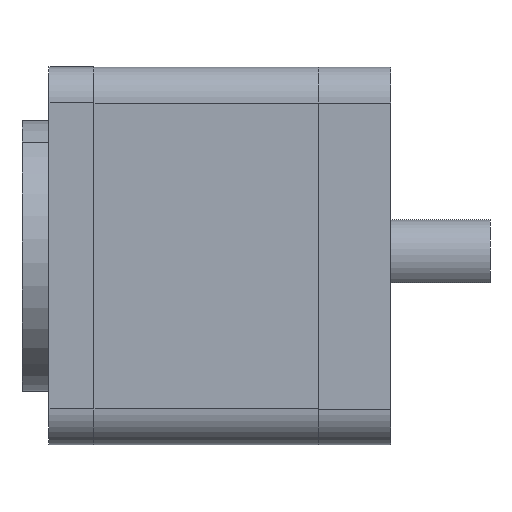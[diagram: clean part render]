
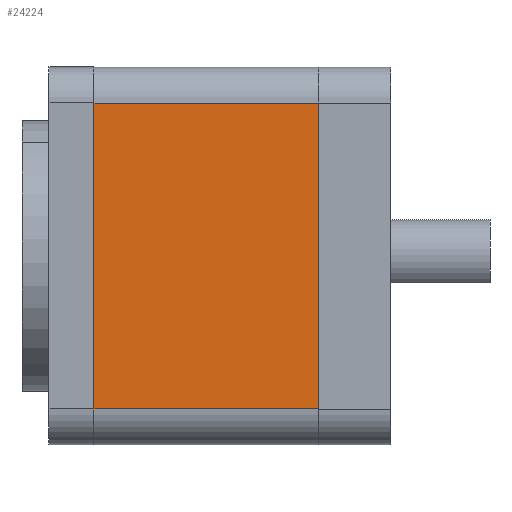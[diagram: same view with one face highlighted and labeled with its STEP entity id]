
A CAD part, left-side view. The second image highlights one B-rep face of the part: STEP entity #24224.
In plain terms, the highlighted planar face has unit normal (-1, 0, 0).
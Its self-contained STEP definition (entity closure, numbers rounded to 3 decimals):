
#206 = VECTOR ( 'NONE', #7404, 1000. ) ;
#2383 = CARTESIAN_POINT ( 'NONE',  ( -21., -17., 0. ) ) ;
#2795 = ORIENTED_EDGE ( 'NONE', *, *, #5892, .T. ) ;
#3451 = LINE ( 'NONE', #17281, #22842 ) ;
#5371 = EDGE_LOOP ( 'NONE', ( #11139, #7102, #30723, #2795 ) ) ;
#5715 = DIRECTION ( 'NONE',  ( 0., 0., -1. ) ) ;
#5892 = EDGE_CURVE ( 'NONE', #19073, #30447, #19200, .T. ) ;
#7102 = ORIENTED_EDGE ( 'NONE', *, *, #30363, .T. ) ;
#7404 = DIRECTION ( 'NONE',  ( 0., -1., 0. ) ) ;
#7701 = VECTOR ( 'NONE', #5715, 1000. ) ;
#8251 = CARTESIAN_POINT ( 'NONE',  ( -21., -17., 25. ) ) ;
#8933 = CARTESIAN_POINT ( 'NONE',  ( -21., 0., 25. ) ) ;
#11139 = ORIENTED_EDGE ( 'NONE', *, *, #17127, .T. ) ;
#11656 = DIRECTION ( 'NONE',  ( 0., -1., 0. ) ) ;
#13526 = CARTESIAN_POINT ( 'NONE',  ( -21., 17., 25. ) ) ;
#14922 = VECTOR ( 'NONE', #11656, 1000. ) ;
#15491 = CARTESIAN_POINT ( 'NONE',  ( -21., 17., 25. ) ) ;
#17127 = EDGE_CURVE ( 'NONE', #30447, #28938, #20890, .T. ) ;
#17281 = CARTESIAN_POINT ( 'NONE',  ( -21., -17., 25. ) ) ;
#17962 = DIRECTION ( 'NONE',  ( 0., 0., -1. ) ) ;
#18400 = CARTESIAN_POINT ( 'NONE',  ( -21., 0., 0. ) ) ;
#19073 = VERTEX_POINT ( 'NONE', #15491 ) ;
#19200 = LINE ( 'NONE', #13526, #7701 ) ;
#19803 = CARTESIAN_POINT ( 'NONE',  ( -21., 0., 25. ) ) ;
#20890 = LINE ( 'NONE', #18400, #206 ) ;
#22842 = VECTOR ( 'NONE', #28117, 1000. ) ;
#24224 = ADVANCED_FACE ( 'NONE', ( #33235 ), #30582, .F. ) ;
#26657 = AXIS2_PLACEMENT_3D ( 'NONE', #8933, #29149, #17962 ) ;
#27806 = LINE ( 'NONE', #19803, #14922 ) ;
#28117 = DIRECTION ( 'NONE',  ( 0., 0., 1. ) ) ;
#28938 = VERTEX_POINT ( 'NONE', #2383 ) ;
#29029 = VERTEX_POINT ( 'NONE', #8251 ) ;
#29149 = DIRECTION ( 'NONE',  ( 1., 0., 0. ) ) ;
#30363 = EDGE_CURVE ( 'NONE', #28938, #29029, #3451, .T. ) ;
#30447 = VERTEX_POINT ( 'NONE', #31986 ) ;
#30582 = PLANE ( 'NONE',  #26657 ) ;
#30723 = ORIENTED_EDGE ( 'NONE', *, *, #30878, .F. ) ;
#30878 = EDGE_CURVE ( 'NONE', #19073, #29029, #27806, .T. ) ;
#31986 = CARTESIAN_POINT ( 'NONE',  ( -21., 17., 0. ) ) ;
#33235 = FACE_OUTER_BOUND ( 'NONE', #5371, .T. ) ;
